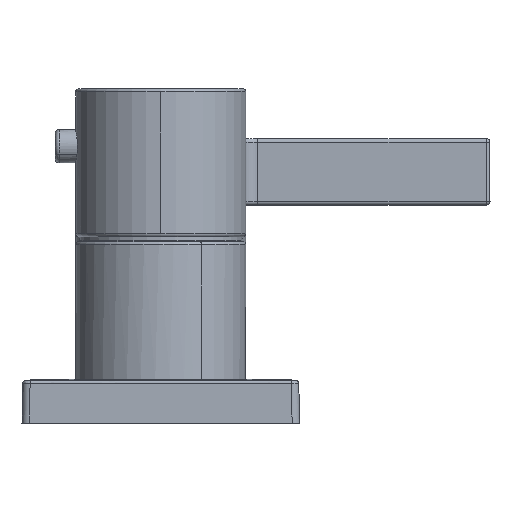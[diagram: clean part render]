
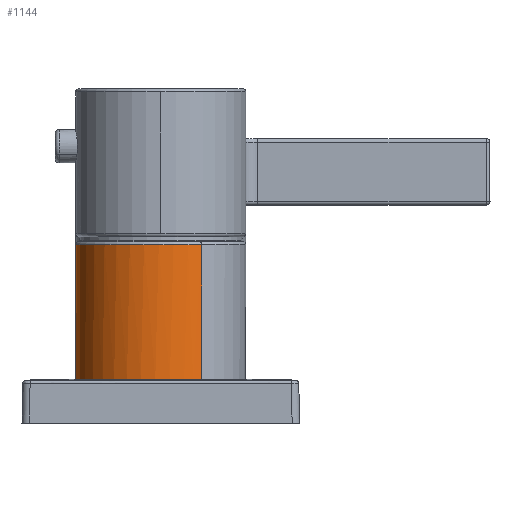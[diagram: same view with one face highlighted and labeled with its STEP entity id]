
A CAD part, left-side view. The second image highlights one B-rep face of the part: STEP entity #1144.
In plain terms, the highlighted cylindrical face has radius 23 mm (diameter 46 mm), a partial arc.
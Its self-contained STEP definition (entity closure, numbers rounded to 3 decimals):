
#8 = CARTESIAN_POINT ( 'NONE',  ( -86.754, 18.818, 11.845 ) ) ;
#23 = CARTESIAN_POINT ( 'NONE',  ( -99.447, 23.043, 11.768 ) ) ;
#38 = CARTESIAN_POINT ( 'NONE',  ( -114.162, 18.138, 11.74 ) ) ;
#47 = CARTESIAN_POINT ( 'NONE',  ( -122.974, 1.324, 11.721 ) ) ;
#96 = DIRECTION ( 'NONE',  ( -1., 0., 0. ) ) ;
#106 = CARTESIAN_POINT ( 'NONE',  ( -79.816, 11.027, 11.921 ) ) ;
#127 = EDGE_CURVE ( 'NONE', #2806, #2968, #1502, .T. ) ;
#128 = CYLINDRICAL_SURFACE ( 'NONE', #208, 23. ) ;
#163 = VERTEX_POINT ( 'NONE', #3886 ) ;
#208 = AXIS2_PLACEMENT_3D ( 'NONE', #3376, #1140, #3554 ) ;
#332 = CARTESIAN_POINT ( 'NONE',  ( -88.017, 19.636, 11.834 ) ) ;
#346 = CARTESIAN_POINT ( 'NONE',  ( -102.816, 22.83, 11.759 ) ) ;
#347 = EDGE_CURVE ( 'NONE', #1582, #163, #1798, .T. ) ;
#358 = CARTESIAN_POINT ( 'NONE',  ( -115.864, 16.67, 11.737 ) ) ;
#379 = CARTESIAN_POINT ( 'NONE',  ( -122.993, -0.946, 11.721 ) ) ;
#512 = ORIENTED_EDGE ( 'NONE', *, *, #127, .T. ) ;
#654 = CARTESIAN_POINT ( 'NONE',  ( -89.002, 20.204, 11.826 ) ) ;
#664 = CARTESIAN_POINT ( 'NONE',  ( -103.938, 22.663, 11.756 ) ) ;
#679 = CARTESIAN_POINT ( 'NONE',  ( -117.429, 15.026, 11.735 ) ) ;
#692 = CARTESIAN_POINT ( 'NONE',  ( -122.791, -3.184, 11.721 ) ) ;
#704 = B_SPLINE_CURVE_WITH_KNOTS ( 'NONE', 3,
 ( #106, #2340, #1291, #3494, #1615, #3808, #1934, #8, #2248, #332, #2553, #654, #2881, #978, #3194, #1306, #3511, #1631, #3819, #1951, #23, #2257, #346, #2570, #664, #2891, #994, #3208, #1318, #3525, #1650, #3833, #1964, #38, #2272, #358, #2584, #679, #2901, #1006, #3223, #1336, #3533, #1662, #3851, #1973, #47, #2286, #379, #2595, #692, #2923, #1021, #3236, #1356, #3550, #1676 ),
 .UNSPECIFIED., .F., .F.,
 ( 4, 2, 2, 1, 2, 2, 2, 2, 2, 2, 2, 2, 2, 2, 2, 2, 2, 2, 2, 2, 2, 2, 2, 2, 2, 2, 2, 2, 4 ),
 ( 0.072, 0.076, 0.079, 0.081, 0.083, 0.084, 0.085, 0.09, 0.092, 0.093, 0.094, 0.099, 0.1, 0.101, 0.103, 0.108, 0.11, 0.112, 0.115, 0.117, 0.121, 0.124, 0.126, 0.13, 0.133, 0.135, 0.137, 0.139, 0.144 ),
 .UNSPECIFIED. ) ;
#978 = CARTESIAN_POINT ( 'NONE',  ( -92.07, 21.642, 11.803 ) ) ;
#994 = CARTESIAN_POINT ( 'NONE',  ( -105.423, 22.364, 11.753 ) ) ;
#1006 = CARTESIAN_POINT ( 'NONE',  ( -119.672, 12.011, 11.73 ) ) ;
#1021 = CARTESIAN_POINT ( 'NONE',  ( -122.371, -5.396, 11.723 ) ) ;
#1140 = DIRECTION ( 'NONE',  ( 0., 0., 1. ) ) ;
#1144 = ADVANCED_FACE ( 'NONE', ( #3701 ), #128, .T. ) ;
#1181 = ORIENTED_EDGE ( 'NONE', *, *, #2877, .F. ) ;
#1194 = CARTESIAN_POINT ( 'NONE',  ( -79.816, 11.027, 24.5 ) ) ;
#1291 = CARTESIAN_POINT ( 'NONE',  ( -81.378, 13.583, 11.901 ) ) ;
#1306 = CARTESIAN_POINT ( 'NONE',  ( -94.959, 22.454, 11.787 ) ) ;
#1318 = CARTESIAN_POINT ( 'NONE',  ( -108.296, 21.504, 11.748 ) ) ;
#1336 = CARTESIAN_POINT ( 'NONE',  ( -121.036, 9.332, 11.727 ) ) ;
#1356 = CARTESIAN_POINT ( 'NONE',  ( -121.503, -8.302, 11.725 ) ) ;
#1502 = LINE ( 'NONE', #1713, #3158 ) ;
#1582 = VERTEX_POINT ( 'NONE', #4051 ) ;
#1615 = CARTESIAN_POINT ( 'NONE',  ( -83.347, 15.883, 11.879 ) ) ;
#1631 = CARTESIAN_POINT ( 'NONE',  ( -96.45, 22.728, 11.78 ) ) ;
#1650 = CARTESIAN_POINT ( 'NONE',  ( -111.675, 19.831, 11.743 ) ) ;
#1662 = CARTESIAN_POINT ( 'NONE',  ( -121.853, 7.211, 11.724 ) ) ;
#1674 = DIRECTION ( 'NONE',  ( 0., 0., 1. ) ) ;
#1676 = CARTESIAN_POINT ( 'NONE',  ( -120.184, -11.027, 11.729 ) ) ;
#1713 = CARTESIAN_POINT ( 'NONE',  ( -120.184, -11.027, 24.5 ) ) ;
#1798 = LINE ( 'NONE', #1194, #1936 ) ;
#1934 = CARTESIAN_POINT ( 'NONE',  ( -85.543, 17.935, 11.856 ) ) ;
#1936 = VECTOR ( 'NONE', #3730, 1000. ) ;
#1951 = CARTESIAN_POINT ( 'NONE',  ( -97.574, 22.875, 11.775 ) ) ;
#1964 = CARTESIAN_POINT ( 'NONE',  ( -113.564, 18.59, 11.741 ) ) ;
#1973 = CARTESIAN_POINT ( 'NONE',  ( -122.77, 3.579, 11.721 ) ) ;
#1985 = CARTESIAN_POINT ( 'NONE',  ( -120.184, -11.027, 11.729 ) ) ;
#2011 = DIRECTION ( 'NONE',  ( 0., 0., 1. ) ) ;
#2248 = CARTESIAN_POINT ( 'NONE',  ( -87.697, 19.437, 11.836 ) ) ;
#2257 = CARTESIAN_POINT ( 'NONE',  ( -100.945, 23.03, 11.763 ) ) ;
#2265 = CIRCLE ( 'NONE', #3004, 23. ) ;
#2272 = CARTESIAN_POINT ( 'NONE',  ( -115.312, 17.179, 11.738 ) ) ;
#2286 = CARTESIAN_POINT ( 'NONE',  ( -123.005, 0.562, 11.721 ) ) ;
#2340 = CARTESIAN_POINT ( 'NONE',  ( -80.535, 12.344, 11.911 ) ) ;
#2358 = CARTESIAN_POINT ( 'NONE',  ( -120.184, -11.027, 48.2 ) ) ;
#2521 = EDGE_LOOP ( 'NONE', ( #3362, #3120, #512, #1181 ) ) ;
#2553 = CARTESIAN_POINT ( 'NONE',  ( -88.669, 20.019, 11.828 ) ) ;
#2570 = CARTESIAN_POINT ( 'NONE',  ( -103.19, 22.781, 11.758 ) ) ;
#2584 = CARTESIAN_POINT ( 'NONE',  ( -116.922, 15.596, 11.736 ) ) ;
#2595 = CARTESIAN_POINT ( 'NONE',  ( -122.95, -1.695, 11.721 ) ) ;
#2806 = VERTEX_POINT ( 'NONE', #1985 ) ;
#2877 = EDGE_CURVE ( 'NONE', #163, #2968, #2265, .T. ) ;
#2881 = CARTESIAN_POINT ( 'NONE',  ( -90.679, 21.081, 11.813 ) ) ;
#2891 = CARTESIAN_POINT ( 'NONE',  ( -104.313, 22.595, 11.755 ) ) ;
#2901 = CARTESIAN_POINT ( 'NONE',  ( -118.851, 13.264, 11.732 ) ) ;
#2923 = CARTESIAN_POINT ( 'NONE',  ( -122.675, -3.924, 11.722 ) ) ;
#2968 = VERTEX_POINT ( 'NONE', #2358 ) ;
#3004 = AXIS2_PLACEMENT_3D ( 'NONE', #3883, #2011, #96 ) ;
#3120 = ORIENTED_EDGE ( 'NONE', *, *, #3395, .T. ) ;
#3158 = VECTOR ( 'NONE', #1674, 1000. ) ;
#3194 = CARTESIAN_POINT ( 'NONE',  ( -94.228, 22.277, 11.791 ) ) ;
#3208 = CARTESIAN_POINT ( 'NONE',  ( -106.15, 22.175, 11.752 ) ) ;
#3223 = CARTESIAN_POINT ( 'NONE',  ( -120.718, 10.016, 11.727 ) ) ;
#3236 = CARTESIAN_POINT ( 'NONE',  ( -122.181, -6.13, 11.723 ) ) ;
#3362 = ORIENTED_EDGE ( 'NONE', *, *, #347, .F. ) ;
#3376 = CARTESIAN_POINT ( 'NONE',  ( -100., 0., 24.5 ) ) ;
#3395 = EDGE_CURVE ( 'NONE', #1582, #2806, #704, .T. ) ;
#3494 = CARTESIAN_POINT ( 'NONE',  ( -82.831, 15.323, 11.884 ) ) ;
#3511 = CARTESIAN_POINT ( 'NONE',  ( -96.074, 22.666, 11.782 ) ) ;
#3525 = CARTESIAN_POINT ( 'NONE',  ( -109.678, 20.92, 11.746 ) ) ;
#3533 = CARTESIAN_POINT ( 'NONE',  ( -121.605, 7.924, 11.725 ) ) ;
#3550 = CARTESIAN_POINT ( 'NONE',  ( -120.913, -9.693, 11.727 ) ) ;
#3554 = DIRECTION ( 'NONE',  ( -0.878, -0.479, 0. ) ) ;
#3701 = FACE_OUTER_BOUND ( 'NONE', #2521, .T. ) ;
#3730 = DIRECTION ( 'NONE',  ( 0., 0., 1. ) ) ;
#3808 = CARTESIAN_POINT ( 'NONE',  ( -84.422, 16.938, 11.867 ) ) ;
#3819 = CARTESIAN_POINT ( 'NONE',  ( -97.199, 22.832, 11.777 ) ) ;
#3833 = CARTESIAN_POINT ( 'NONE',  ( -112.322, 19.436, 11.743 ) ) ;
#3851 = CARTESIAN_POINT ( 'NONE',  ( -122.489, 5.051, 11.722 ) ) ;
#3883 = CARTESIAN_POINT ( 'NONE',  ( -100., 0., 48.2 ) ) ;
#3886 = CARTESIAN_POINT ( 'NONE',  ( -79.816, 11.027, 48.2 ) ) ;
#4051 = CARTESIAN_POINT ( 'NONE',  ( -79.816, 11.027, 11.921 ) ) ;
